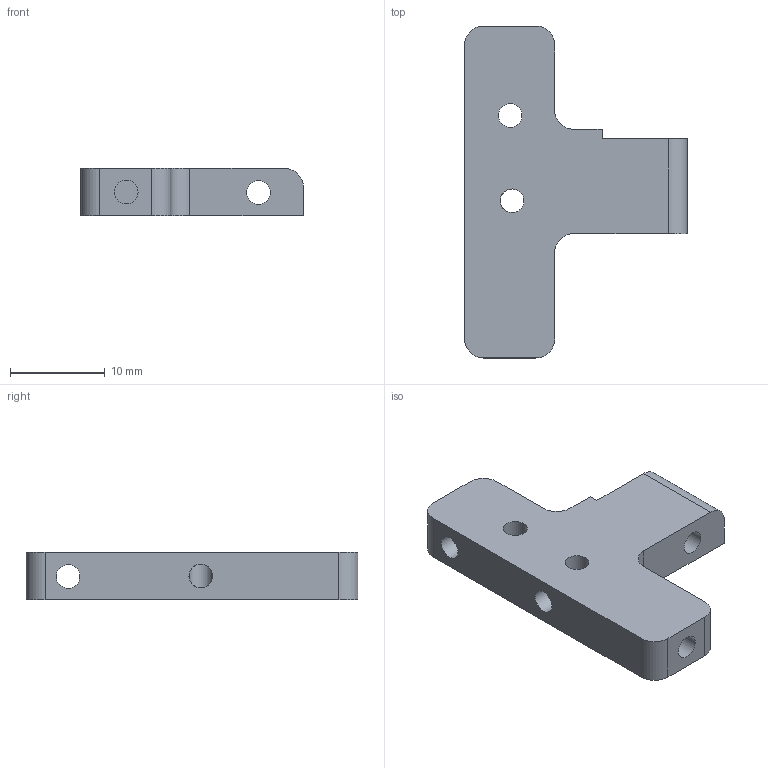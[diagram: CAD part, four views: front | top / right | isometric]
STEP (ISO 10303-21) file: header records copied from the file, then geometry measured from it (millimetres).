
FILE_DESCRIPTION(('HOOPS Exchange Step'),'2;1');
FILE_NAME('temp_export','2020-11-27T09:54:43+01:00',('mobile'),('Shapr3D Limited'),'HOOPS Exchange 2020.2','Shapr3D','Authorized');
FILE_SCHEMA( ('AP203_CONFIGURATION_CONTROLLED_3D_DESIGN_OF_MECHANICAL_PARTS_AND_ASSEMBLIES_MIM_LF') );
Length unit declared in the file: millimetre
Products named in the file (1): A7E4FA2C-374F-42F6-9736-679176DF29EB.tmp
Bounding box: 23.5 x 35 x 5 mm (x, y, z)
Volume: 2176.7 mm3; surface area: 1762 mm2
Topology: 1 solids, 1 shells, 28 faces, 88 edges, 62 vertices
Faces by surface type: plane 15, cylinder 13
Full cylindrical faces by diameter (mm): 2.5 x6
Entity records: 1058 total; most frequent: DIRECTION 188, CARTESIAN_POINT 179, ORIENTED_EDGE 176, EDGE_CURVE 88, AXIS2_PLACEMENT_3D 71, VERTEX_POINT 62, VECTOR 46, LINE 46
